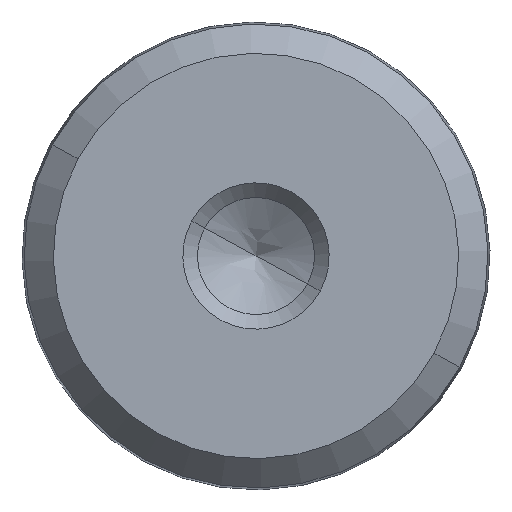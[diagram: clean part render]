
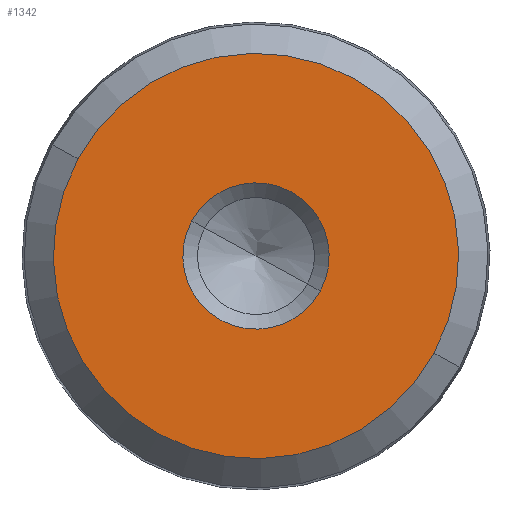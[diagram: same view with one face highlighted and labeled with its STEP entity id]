
A CAD part, left-side view. The second image highlights one B-rep face of the part: STEP entity #1342.
In plain terms, the highlighted planar face has unit normal (-1, 0, 0).
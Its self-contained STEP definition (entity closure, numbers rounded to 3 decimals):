
#1149=CARTESIAN_POINT('Vertex',(0.,6.08,3.322)) ;
#1152=CARTESIAN_POINT('Axis2P3D Location',(0.,0.,0.)) ;
#1156=CARTESIAN_POINT('Vertex',(0.,-6.08,-3.322)) ;
#1171=CARTESIAN_POINT('Axis2P3D Location',(0.,0.,0.)) ;
#1188=CARTESIAN_POINT('Axis2P3D Location',(0.,0.,0.)) ;
#1192=CARTESIAN_POINT('Vertex',(0.,2.194,1.199)) ;
#1194=CARTESIAN_POINT('Vertex',(0.,-2.194,-1.199)) ;
#1223=CARTESIAN_POINT('Axis2P3D Location',(0.,0.,0.)) ;
#1329=CARTESIAN_POINT('Axis2P3D Location',(0.,2.5,0.)) ;
#1153=DIRECTION('Axis2P3D Direction',(1.,0.,0.)) ;
#1172=DIRECTION('Axis2P3D Direction',(1.,0.,0.)) ;
#1189=DIRECTION('Axis2P3D Direction',(-1.,0.,0.)) ;
#1224=DIRECTION('Axis2P3D Direction',(-1.,0.,0.)) ;
#1330=DIRECTION('Axis2P3D Direction',(1.,0.,0.)) ;
#1331=DIRECTION('Axis2P3D XDirection',(0.,1.,0.)) ;
#1154=AXIS2_PLACEMENT_3D('Circle Axis2P3D',#1152,#1153,$) ;
#1173=AXIS2_PLACEMENT_3D('Circle Axis2P3D',#1171,#1172,$) ;
#1190=AXIS2_PLACEMENT_3D('Circle Axis2P3D',#1188,#1189,$) ;
#1225=AXIS2_PLACEMENT_3D('Circle Axis2P3D',#1223,#1224,$) ;
#1332=AXIS2_PLACEMENT_3D('Plane Axis2P3D',#1329,#1330,#1331) ;
#1335=ORIENTED_EDGE('',*,*,#1158,.F.) ;
#1336=ORIENTED_EDGE('',*,*,#1175,.F.) ;
#1339=ORIENTED_EDGE('',*,*,#1227,.T.) ;
#1340=ORIENTED_EDGE('',*,*,#1196,.T.) ;
#1341=FACE_BOUND('',#1338,.T.) ;
#1342=ADVANCED_FACE('Hauptk\X2\00F6\X0\rper',(#1337,#1341),#1333,.F.) ;
#1155=CIRCLE('generated circle',#1154,6.928) ;
#1174=CIRCLE('generated circle',#1173,6.928) ;
#1191=CIRCLE('generated circle',#1190,2.5) ;
#1226=CIRCLE('generated circle',#1225,2.5) ;
#1158=EDGE_CURVE('',#1150,#1157,#1155,.T.) ;
#1175=EDGE_CURVE('',#1157,#1150,#1174,.T.) ;
#1196=EDGE_CURVE('',#1193,#1195,#1191,.F.) ;
#1227=EDGE_CURVE('',#1195,#1193,#1226,.F.) ;
#1334=EDGE_LOOP('',(#1335,#1336)) ;
#1338=EDGE_LOOP('',(#1339,#1340)) ;
#1337=FACE_OUTER_BOUND('',#1334,.T.) ;
#1333=PLANE('',#1332) ;
#1150=VERTEX_POINT('',#1149) ;
#1157=VERTEX_POINT('',#1156) ;
#1193=VERTEX_POINT('',#1192) ;
#1195=VERTEX_POINT('',#1194) ;
